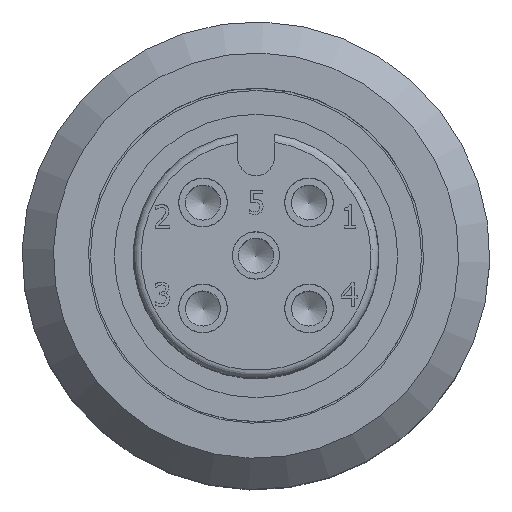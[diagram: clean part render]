
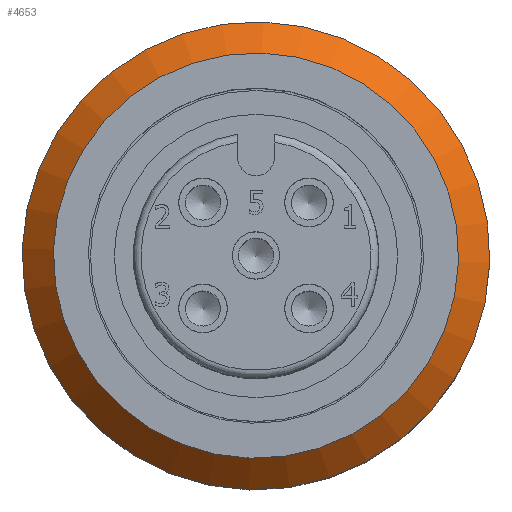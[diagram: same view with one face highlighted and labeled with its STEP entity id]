
A CAD part, top view. The second image highlights one B-rep face of the part: STEP entity #4653.
In plain terms, the highlighted conical face has half-angle 45 degrees and reference radius 7.112 mm.
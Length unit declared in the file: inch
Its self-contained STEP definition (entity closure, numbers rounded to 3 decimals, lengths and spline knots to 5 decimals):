
#659=CONICAL_SURFACE('',#5088,0.28,45.);
#745=FACE_BOUND('',#1399,.T.);
#984=FACE_OUTER_BOUND('',#1398,.T.);
#1398=EDGE_LOOP('',(#3174));
#1399=EDGE_LOOP('',(#3175));
#1893=CIRCLE('',#5085,0.3);
#1895=CIRCLE('',#5089,0.26);
#2140=VERTEX_POINT('',#7004);
#2142=VERTEX_POINT('',#7010);
#2567=EDGE_CURVE('',#2140,#2140,#1893,.T.);
#2569=EDGE_CURVE('',#2142,#2142,#1895,.T.);
#3174=ORIENTED_EDGE('',*,*,#2569,.T.);
#3175=ORIENTED_EDGE('',*,*,#2567,.T.);
#4653=ADVANCED_FACE('',(#984,#745),#659,.T.);
#5085=AXIS2_PLACEMENT_3D('',#7005,#5805,#5806);
#5088=AXIS2_PLACEMENT_3D('',#7009,#5811,#5812);
#5089=AXIS2_PLACEMENT_3D('',#7011,#5813,#5814);
#5805=DIRECTION('center_axis',(0.,0.,
1.));
#5806=DIRECTION('ref_axis',(-0.525,-0.851,0.));
#5811=DIRECTION('center_axis',(0.,0.,
-1.));
#5812=DIRECTION('ref_axis',(-0.525,-0.851,0.));
#5813=DIRECTION('center_axis',(0.,0.,
-1.));
#5814=DIRECTION('ref_axis',(-0.525,-0.851,0.));
#7004=CARTESIAN_POINT('',(0.15761,0.25526,-0.1847));
#7005=CARTESIAN_POINT('Origin',(0.,0.,
-0.1847));
#7009=CARTESIAN_POINT('Origin',(0.,0.,
-0.1647));
#7010=CARTESIAN_POINT('',(0.1366,0.22123,-0.1447));
#7011=CARTESIAN_POINT('Origin',(0.,0.,
-0.1447));
